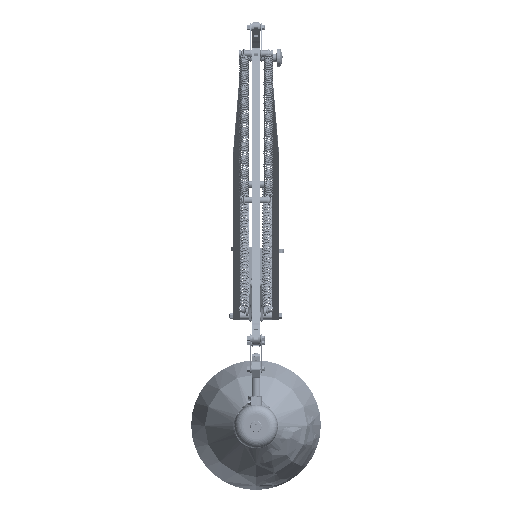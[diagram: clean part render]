
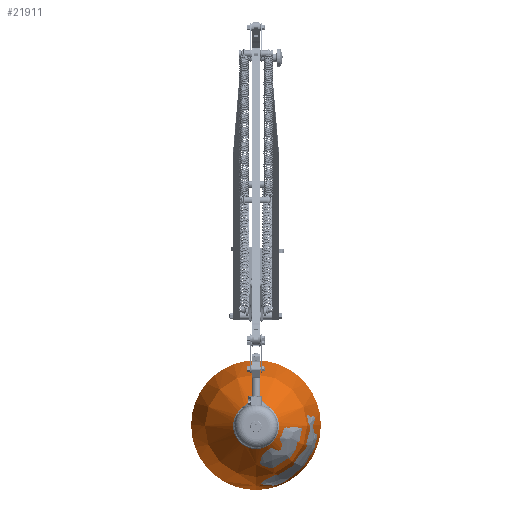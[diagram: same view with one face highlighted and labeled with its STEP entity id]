
A CAD part, top view. The second image highlights one B-rep face of the part: STEP entity #21911.
In plain terms, the highlighted free-form (B-spline) face has degree [2, 2] with [3, 9] control points.
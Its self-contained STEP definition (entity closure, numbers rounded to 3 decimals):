
#486=(
BOUNDED_SURFACE()
B_SPLINE_SURFACE(2,2,((#62328,#62329,#62330,#62331,#62332,#62333,#62334,
#62335,#62336),(#62337,#62338,#62339,#62340,#62341,#62342,#62343,#62344,
#62345),(#62346,#62347,#62348,#62349,#62350,#62351,#62352,#62353,#62354)),
 .UNSPECIFIED.,.F.,.T.,.F.)
B_SPLINE_SURFACE_WITH_KNOTS((3,3),(3,2,2,2,3),(-0.811,-0.12),
(-3.142,-1.571,0.,1.571,3.142),
 .UNSPECIFIED.)
GEOMETRIC_REPRESENTATION_ITEM()
RATIONAL_B_SPLINE_SURFACE(((1.,0.707,1.,0.707,1.,
0.707,1.,0.707,1.),(0.941,0.665,
0.941,0.665,0.941,0.665,
0.941,0.665,0.941),(1.,0.707,
1.,0.707,1.,0.707,1.,0.707,1.)))
REPRESENTATION_ITEM('')
SURFACE()
);
#3204=FACE_OUTER_BOUND('',#4548,.T.);
#4548=EDGE_LOOP('',(#18460,#18461,#18462,#18463,#18464,#18465));
#8742=CIRCLE('',#25342,27.847);
#8743=CIRCLE('',#25343,27.847);
#8748=CIRCLE('',#25348,167.521);
#8749=CIRCLE('',#25349,78.744);
#8750=CIRCLE('',#25350,78.744);
#10862=VERTEX_POINT('',#62317);
#10863=VERTEX_POINT('',#62318);
#10867=VERTEX_POINT('',#62355);
#10868=VERTEX_POINT('',#62357);
#13539=EDGE_CURVE('',#10862,#10863,#8742,.T.);
#13540=EDGE_CURVE('',#10863,#10862,#8743,.T.);
#13545=EDGE_CURVE('',#10863,#10867,#8748,.T.);
#13546=EDGE_CURVE('',#10868,#10867,#8749,.T.);
#13547=EDGE_CURVE('',#10867,#10868,#8750,.T.);
#18460=ORIENTED_EDGE('',*,*,#13539,.T.);
#18461=ORIENTED_EDGE('',*,*,#13545,.T.);
#18462=ORIENTED_EDGE('',*,*,#13546,.F.);
#18463=ORIENTED_EDGE('',*,*,#13547,.F.);
#18464=ORIENTED_EDGE('',*,*,#13545,.F.);
#18465=ORIENTED_EDGE('',*,*,#13540,.T.);
#21911=ADVANCED_FACE('',(#3204),#486,.F.);
#25342=AXIS2_PLACEMENT_3D('',#62319,#30664,#30665);
#25343=AXIS2_PLACEMENT_3D('',#62320,#30666,#30667);
#25348=AXIS2_PLACEMENT_3D('',#62356,#30676,#30677);
#25349=AXIS2_PLACEMENT_3D('',#62358,#30678,#30679);
#25350=AXIS2_PLACEMENT_3D('',#62359,#30680,#30681);
#30664=DIRECTION('center_axis',(0.,-1.,0.));
#30665=DIRECTION('ref_axis',(1.,0.,0.));
#30666=DIRECTION('center_axis',(0.,-1.,0.));
#30667=DIRECTION('ref_axis',(1.,0.,0.));
#30676=DIRECTION('center_axis',(1.,0.,0.));
#30677=DIRECTION('ref_axis',(0.,0.,
1.));
#30678=DIRECTION('center_axis',(0.,-1.,0.));
#30679=DIRECTION('ref_axis',(1.,0.,0.));
#30680=DIRECTION('center_axis',(0.,-1.,0.));
#30681=DIRECTION('ref_axis',(1.,0.,0.));
#62317=CARTESIAN_POINT('',(27.847,103.556,0.));
#62318=CARTESIAN_POINT('',(0.,103.556,27.847));
#62319=CARTESIAN_POINT('Origin',(0.,103.556,0.));
#62320=CARTESIAN_POINT('Origin',(0.,103.556,0.));
#62328=CARTESIAN_POINT('Ctrl Pts',(0.,103.556,
27.847));
#62329=CARTESIAN_POINT('Ctrl Pts',(-27.847,103.556,27.847));
#62330=CARTESIAN_POINT('Ctrl Pts',(-27.847,103.556,0.));
#62331=CARTESIAN_POINT('Ctrl Pts',(-27.847,103.556,-27.847));
#62332=CARTESIAN_POINT('Ctrl Pts',(0.,103.556,
-27.847));
#62333=CARTESIAN_POINT('Ctrl Pts',(27.847,103.556,-27.847));
#62334=CARTESIAN_POINT('Ctrl Pts',(27.847,103.556,0.));
#62335=CARTESIAN_POINT('Ctrl Pts',(27.847,103.556,27.847));
#62336=CARTESIAN_POINT('Ctrl Pts',(0.,103.556,
27.847));
#62337=CARTESIAN_POINT('Ctrl Pts',(0.,62.05,
71.514));
#62338=CARTESIAN_POINT('Ctrl Pts',(-71.514,62.05,71.514));
#62339=CARTESIAN_POINT('Ctrl Pts',(-71.514,62.05,0.));
#62340=CARTESIAN_POINT('Ctrl Pts',(-71.514,62.05,-71.514));
#62341=CARTESIAN_POINT('Ctrl Pts',(0.,62.05,
-71.514));
#62342=CARTESIAN_POINT('Ctrl Pts',(71.514,62.05,-71.514));
#62343=CARTESIAN_POINT('Ctrl Pts',(71.514,62.05,0.));
#62344=CARTESIAN_POINT('Ctrl Pts',(71.514,62.05,71.514));
#62345=CARTESIAN_POINT('Ctrl Pts',(0.,62.05,
71.514));
#62346=CARTESIAN_POINT('Ctrl Pts',(0.,2.24,
78.744));
#62347=CARTESIAN_POINT('Ctrl Pts',(-78.744,2.24,78.744));
#62348=CARTESIAN_POINT('Ctrl Pts',(-78.744,2.24,0.));
#62349=CARTESIAN_POINT('Ctrl Pts',(-78.744,2.24,-78.744));
#62350=CARTESIAN_POINT('Ctrl Pts',(0.,2.24,
-78.744));
#62351=CARTESIAN_POINT('Ctrl Pts',(78.744,2.24,-78.744));
#62352=CARTESIAN_POINT('Ctrl Pts',(78.744,2.24,0.));
#62353=CARTESIAN_POINT('Ctrl Pts',(78.744,2.24,78.744));
#62354=CARTESIAN_POINT('Ctrl Pts',(0.,2.24,
78.744));
#62355=CARTESIAN_POINT('',(0.,2.24,78.744));
#62356=CARTESIAN_POINT('Origin',(0.,-17.866,
-87.566));
#62357=CARTESIAN_POINT('',(78.744,2.24,0.));
#62358=CARTESIAN_POINT('Origin',(0.,2.24,0.));
#62359=CARTESIAN_POINT('Origin',(0.,2.24,0.));
